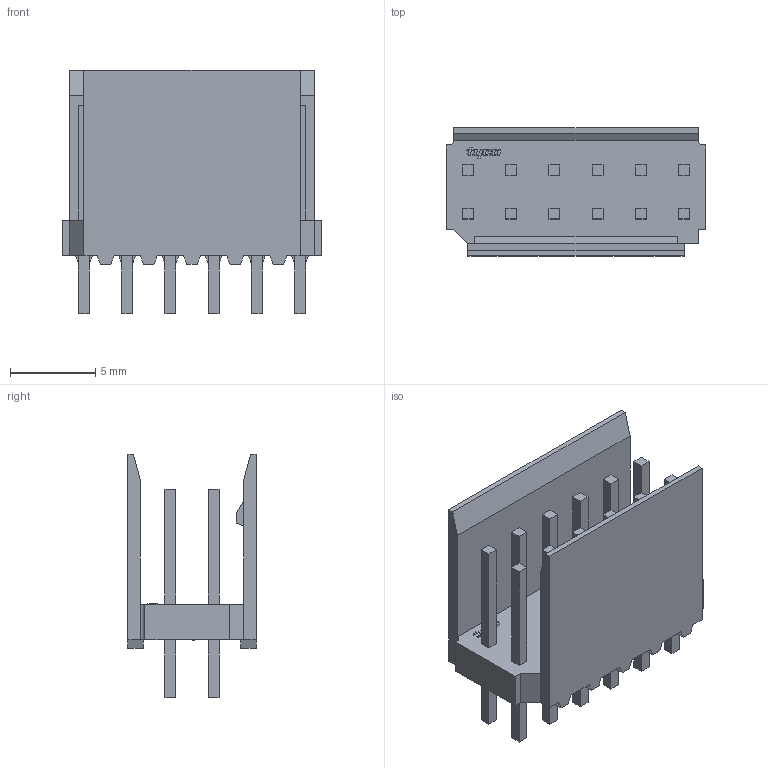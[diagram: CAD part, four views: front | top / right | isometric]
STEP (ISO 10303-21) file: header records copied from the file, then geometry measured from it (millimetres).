
FILE_DESCRIPTION(('STEP AP242'),'1');
FILE_NAME('1206003_281739-6.stp','2019-12-05T11:15:18',('TraceParts'),('TraceParts S.A.'),'Spatial InterOp 3D',' ',' ');
FILE_SCHEMA(('AP242_MANAGED_MODEL_BASED_3D_ENGINEERING_MIM_LF {1 0 10303 442 1 1 4}'));
Length unit declared in the file: millimetre
Products named in the file (1): 1206003_281739-6
Bounding box: 15.24 x 7.54 x 14.3 mm (x, y, z)
Volume: 457.2 mm3; surface area: 1141.1 mm2
Topology: 1 solids, 1 shells, 289 faces, 766 edges, 510 vertices
Faces by surface type: plane 249, cylinder 40
Entity records: 8859 total; most frequent: CARTESIAN_POINT 1566, ORIENTED_EDGE 1532, DIRECTION 1426, EDGE_CURVE 766, LINE 686, VECTOR 686, VERTEX_POINT 510, AXIS2_PLACEMENT_3D 370
